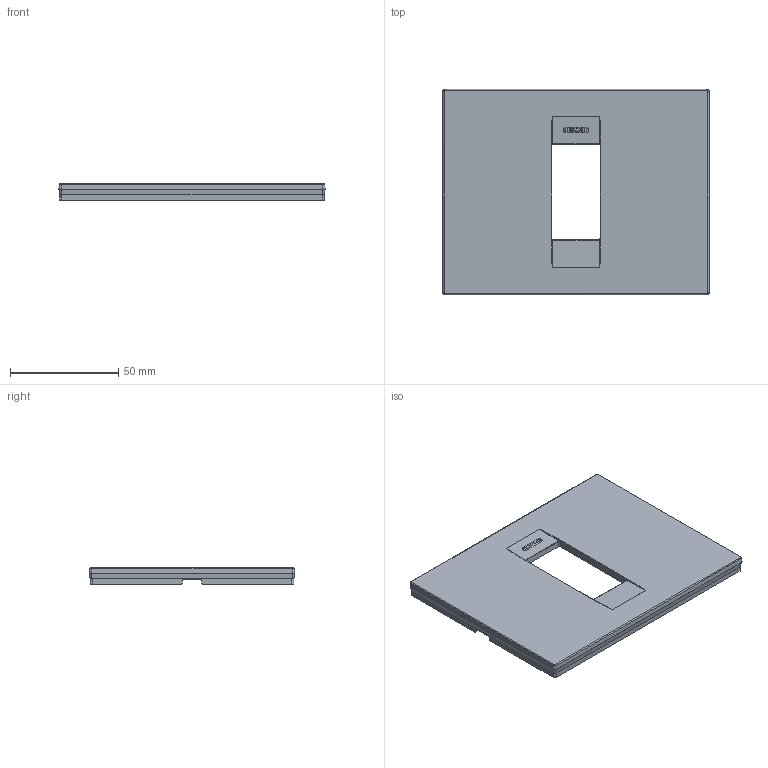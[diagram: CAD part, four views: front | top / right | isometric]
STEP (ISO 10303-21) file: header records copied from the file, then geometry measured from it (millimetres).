
FILE_DESCRIPTION(('CATIA V5 STEP Exchange','CAx-IF Rec.Pracs.--- Model Styling and Organization---1.4--- 2014-01-23'),'2;1');
FILE_NAME('GW16401TB.stp','2024-02-12T15:37:09+00:00',('none'),('none'),'CATIA Version 5-6 Release 2019 SP6','CATIA V5 STEP AP214 v1','none');
FILE_SCHEMA(('AUTOMOTIVE_DESIGN { 1 0 10303 214 1 1 1 1 }'));
Length unit declared in the file: millimetre
Products named in the file (1): GW16401TB
Bounding box: 123.17 x 95.17 x 7.5 mm (x, y, z)
Volume: 25635.7 mm3; surface area: 27213.7 mm2
Topology: 1 solids, 1 shells, 305 faces, 813 edges, 522 vertices
Faces by surface type: plane 122, cylinder 74, extrusion 63, bspline 42, torus 4
Entity records: 15528 total; most frequent: CARTESIAN_POINT 8691, ORIENTED_EDGE 1626, DIRECTION 962, EDGE_CURVE 813, VERTEX_POINT 522, VECTOR 490, LINE 427, AXIS2_PLACEMENT_3D 322
